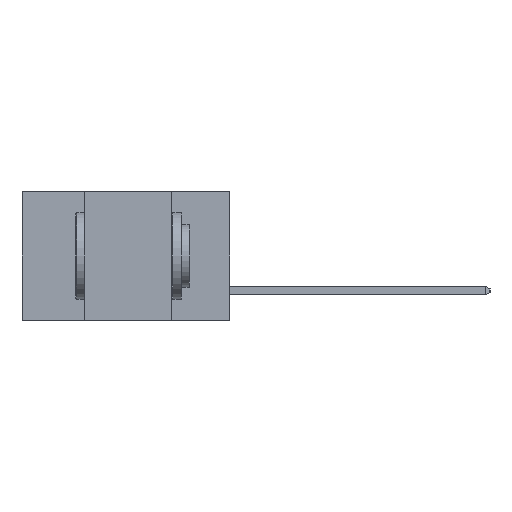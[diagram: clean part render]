
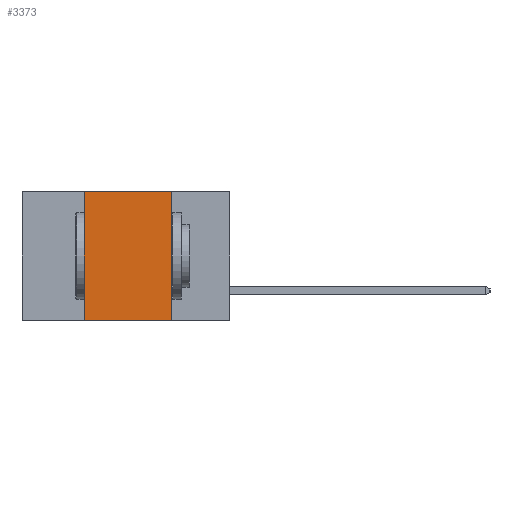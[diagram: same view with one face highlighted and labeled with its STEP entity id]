
A CAD part, left-side view. The second image highlights one B-rep face of the part: STEP entity #3373.
In plain terms, the highlighted planar face has unit normal (-1, 0, 0).
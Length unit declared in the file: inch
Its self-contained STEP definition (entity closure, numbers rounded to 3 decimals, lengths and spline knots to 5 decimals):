
#102 = VERTEX_POINT ( 'NONE', #8029 ) ;
#150 = EDGE_LOOP ( 'NONE', ( #9834, #10375, #8367, #5119 ) ) ;
#282 = VECTOR ( 'NONE', #16392, 39.37008 ) ;
#1621 = VERTEX_POINT ( 'NONE', #21574 ) ;
#3346 = FACE_OUTER_BOUND ( 'NONE', #150, .T. ) ;
#3373 = ADVANCED_FACE ( 'NONE', ( #3346 ), #13416, .F. ) ;
#4830 = CARTESIAN_POINT ( 'NONE',  ( 0., 0.42, -0.37 ) ) ;
#5119 = ORIENTED_EDGE ( 'NONE', *, *, #14494, .T. ) ;
#5547 = LINE ( 'NONE', #22630, #15228 ) ;
#6453 = CARTESIAN_POINT ( 'NONE',  ( 0., 0.17, -0.37 ) ) ;
#7735 = DIRECTION ( 'NONE',  ( 0., 0., -1. ) ) ;
#7889 = EDGE_CURVE ( 'NONE', #1621, #14180, #17516, .T. ) ;
#8029 = CARTESIAN_POINT ( 'NONE',  ( 0., 0.42, -0.37 ) ) ;
#8220 = DIRECTION ( 'NONE',  ( 1., 0., 0. ) ) ;
#8294 = CARTESIAN_POINT ( 'NONE',  ( 0., 0.17, -0.37 ) ) ;
#8367 = ORIENTED_EDGE ( 'NONE', *, *, #18797, .F. ) ;
#9375 = EDGE_CURVE ( 'NONE', #21793, #1621, #13081, .T. ) ;
#9436 = CARTESIAN_POINT ( 'NONE',  ( 0., 0.6, 0. ) ) ;
#9834 = ORIENTED_EDGE ( 'NONE', *, *, #7889, .F. ) ;
#10375 = ORIENTED_EDGE ( 'NONE', *, *, #9375, .F. ) ;
#12024 = CARTESIAN_POINT ( 'NONE',  ( 0., 0.42, 0. ) ) ;
#12411 = VECTOR ( 'NONE', #14141, 39.37008 ) ;
#12631 = CARTESIAN_POINT ( 'NONE',  ( 0., 0.6, 0. ) ) ;
#13081 = LINE ( 'NONE', #12631, #18723 ) ;
#13389 = AXIS2_PLACEMENT_3D ( 'NONE', #9436, #8220, #7735 ) ;
#13416 = PLANE ( 'NONE',  #13389 ) ;
#14141 = DIRECTION ( 'NONE',  ( 0., 0., -1. ) ) ;
#14180 = VERTEX_POINT ( 'NONE', #6453 ) ;
#14494 = EDGE_CURVE ( 'NONE', #102, #14180, #5547, .T. ) ;
#14660 = DIRECTION ( 'NONE',  ( 0., -1., 0. ) ) ;
#15228 = VECTOR ( 'NONE', #18978, 39.37008 ) ;
#16190 = LINE ( 'NONE', #4830, #282 ) ;
#16392 = DIRECTION ( 'NONE',  ( 0., 0., 1. ) ) ;
#17516 = LINE ( 'NONE', #8294, #12411 ) ;
#18723 = VECTOR ( 'NONE', #14660, 39.37008 ) ;
#18797 = EDGE_CURVE ( 'NONE', #102, #21793, #16190, .T. ) ;
#18978 = DIRECTION ( 'NONE',  ( 0., -1., 0. ) ) ;
#21574 = CARTESIAN_POINT ( 'NONE',  ( 0., 0.17, 0. ) ) ;
#21793 = VERTEX_POINT ( 'NONE', #12024 ) ;
#22630 = CARTESIAN_POINT ( 'NONE',  ( 0., 0.6, -0.37 ) ) ;
